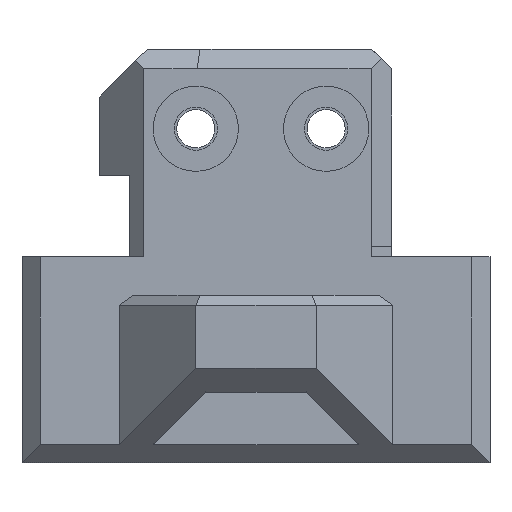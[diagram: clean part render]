
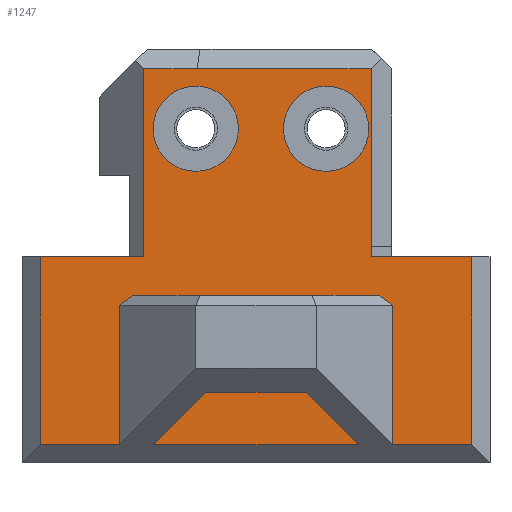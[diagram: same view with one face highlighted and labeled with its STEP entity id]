
A CAD part, front view. The second image highlights one B-rep face of the part: STEP entity #1247.
In plain terms, the highlighted planar face has unit normal (0, -1, 0).
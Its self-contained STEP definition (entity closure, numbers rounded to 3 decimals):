
#36=FACE_BOUND('',#153,.T.);
#37=FACE_BOUND('',#154,.T.);
#54=CIRCLE('',#1330,2.125);
#55=CIRCLE('',#1331,2.125);
#85=FACE_OUTER_BOUND('',#152,.T.);
#152=EDGE_LOOP('',(#852,#853,#854,#855,#856,#857,#858,#859,#860,#861,#862,
#863,#864,#865,#866,#867,#868,#869,#870,#871));
#153=EDGE_LOOP('',(#872));
#154=EDGE_LOOP('',(#873));
#228=LINE('',#1753,#377);
#235=LINE('',#1767,#384);
#239=LINE('',#1774,#388);
#242=LINE('',#1781,#391);
#244=LINE('',#1791,#393);
#245=LINE('',#1793,#394);
#246=LINE('',#1795,#395);
#247=LINE('',#1796,#396);
#248=LINE('',#1798,#397);
#249=LINE('',#1800,#398);
#250=LINE('',#1802,#399);
#251=LINE('',#1804,#400);
#252=LINE('',#1806,#401);
#253=LINE('',#1808,#402);
#254=LINE('',#1810,#403);
#255=LINE('',#1812,#404);
#256=LINE('',#1814,#405);
#257=LINE('',#1816,#406);
#258=LINE('',#1817,#407);
#259=LINE('',#1818,#408);
#377=VECTOR('',#1417,10.);
#384=VECTOR('',#1428,10.);
#388=VECTOR('',#1434,10.);
#391=VECTOR('',#1441,10.);
#393=VECTOR('',#1451,10.);
#394=VECTOR('',#1452,1000.);
#395=VECTOR('',#1453,10.);
#396=VECTOR('',#1454,10.);
#397=VECTOR('',#1455,1000.);
#398=VECTOR('',#1456,1000.);
#399=VECTOR('',#1457,1000.);
#400=VECTOR('',#1458,10.);
#401=VECTOR('',#1459,10.);
#402=VECTOR('',#1460,1000.);
#403=VECTOR('',#1461,1000.);
#404=VECTOR('',#1462,1000.);
#405=VECTOR('',#1463,10.);
#406=VECTOR('',#1464,1000.);
#407=VECTOR('',#1465,1000.);
#408=VECTOR('',#1466,10.);
#526=VERTEX_POINT('',#1750);
#527=VERTEX_POINT('',#1752);
#531=VERTEX_POINT('',#1764);
#532=VERTEX_POINT('',#1766);
#534=VERTEX_POINT('',#1772);
#536=VERTEX_POINT('',#1780);
#539=VERTEX_POINT('',#1789);
#540=VERTEX_POINT('',#1790);
#541=VERTEX_POINT('',#1792);
#542=VERTEX_POINT('',#1794);
#543=VERTEX_POINT('',#1797);
#544=VERTEX_POINT('',#1799);
#545=VERTEX_POINT('',#1801);
#546=VERTEX_POINT('',#1803);
#547=VERTEX_POINT('',#1805);
#548=VERTEX_POINT('',#1807);
#549=VERTEX_POINT('',#1809);
#550=VERTEX_POINT('',#1811);
#551=VERTEX_POINT('',#1813);
#552=VERTEX_POINT('',#1815);
#553=VERTEX_POINT('',#1819);
#554=VERTEX_POINT('',#1821);
#646=EDGE_CURVE('',#526,#527,#228,.F.);
#653=EDGE_CURVE('',#531,#532,#235,.F.);
#657=EDGE_CURVE('',#526,#534,#239,.T.);
#660=EDGE_CURVE('',#536,#532,#242,.T.);
#664=EDGE_CURVE('',#539,#540,#244,.T.);
#665=EDGE_CURVE('',#541,#540,#245,.T.);
#666=EDGE_CURVE('',#541,#542,#246,.T.);
#667=EDGE_CURVE('',#542,#527,#247,.T.);
#668=EDGE_CURVE('',#543,#534,#248,.T.);
#669=EDGE_CURVE('',#543,#544,#249,.T.);
#670=EDGE_CURVE('',#544,#545,#250,.T.);
#671=EDGE_CURVE('',#546,#545,#251,.T.);
#672=EDGE_CURVE('',#546,#547,#252,.T.);
#673=EDGE_CURVE('',#547,#548,#253,.T.);
#674=EDGE_CURVE('',#548,#549,#254,.T.);
#675=EDGE_CURVE('',#549,#550,#255,.T.);
#676=EDGE_CURVE('',#551,#550,#256,.T.);
#677=EDGE_CURVE('',#552,#551,#257,.T.);
#678=EDGE_CURVE('',#536,#552,#258,.T.);
#679=EDGE_CURVE('',#531,#539,#259,.T.);
#680=EDGE_CURVE('',#553,#553,#54,.T.);
#681=EDGE_CURVE('',#554,#554,#55,.T.);
#852=ORIENTED_EDGE('',*,*,#664,.T.);
#853=ORIENTED_EDGE('',*,*,#665,.F.);
#854=ORIENTED_EDGE('',*,*,#666,.T.);
#855=ORIENTED_EDGE('',*,*,#667,.T.);
#856=ORIENTED_EDGE('',*,*,#646,.F.);
#857=ORIENTED_EDGE('',*,*,#657,.T.);
#858=ORIENTED_EDGE('',*,*,#668,.F.);
#859=ORIENTED_EDGE('',*,*,#669,.T.);
#860=ORIENTED_EDGE('',*,*,#670,.T.);
#861=ORIENTED_EDGE('',*,*,#671,.F.);
#862=ORIENTED_EDGE('',*,*,#672,.T.);
#863=ORIENTED_EDGE('',*,*,#673,.T.);
#864=ORIENTED_EDGE('',*,*,#674,.T.);
#865=ORIENTED_EDGE('',*,*,#675,.T.);
#866=ORIENTED_EDGE('',*,*,#676,.F.);
#867=ORIENTED_EDGE('',*,*,#677,.F.);
#868=ORIENTED_EDGE('',*,*,#678,.F.);
#869=ORIENTED_EDGE('',*,*,#660,.T.);
#870=ORIENTED_EDGE('',*,*,#653,.F.);
#871=ORIENTED_EDGE('',*,*,#679,.T.);
#872=ORIENTED_EDGE('',*,*,#680,.F.);
#873=ORIENTED_EDGE('',*,*,#681,.T.);
#1195=PLANE('',#1329);
#1247=ADVANCED_FACE('',(#85,#36,#37),#1195,.T.);
#1329=AXIS2_PLACEMENT_3D('',#1788,#1449,#1450);
#1330=AXIS2_PLACEMENT_3D('',#1820,#1467,#1468);
#1331=AXIS2_PLACEMENT_3D('',#1822,#1469,#1470);
#1417=DIRECTION('',(0.816,0.,-0.577));
#1428=DIRECTION('',(0.816,0.,0.577));
#1434=DIRECTION('',(0.,0.,-1.));
#1441=DIRECTION('',(0.,0.,1.));
#1449=DIRECTION('center_axis',(0.,-1.,0.));
#1450=DIRECTION('ref_axis',(0.,0.,-1.));
#1451=DIRECTION('',(0.,0.,-1.));
#1452=DIRECTION('',(-1.,0.,0.));
#1453=DIRECTION('',(0.,0.,1.));
#1454=DIRECTION('',(1.,0.,0.));
#1455=DIRECTION('',(-1.,0.,0.));
#1456=DIRECTION('',(0.,0.,1.));
#1457=DIRECTION('',(-1.,0.,0.));
#1458=DIRECTION('',(0.,0.,-1.));
#1459=DIRECTION('',(0.,0.,1.));
#1460=DIRECTION('',(-1.,0.,0.));
#1461=DIRECTION('',(-1.,0.,0.));
#1462=DIRECTION('',(0.,0.,-1.));
#1463=DIRECTION('',(1.,0.,0.));
#1464=DIRECTION('',(0.,0.,1.));
#1465=DIRECTION('',(-1.,0.,0.));
#1466=DIRECTION('',(1.,0.,0.));
#1467=DIRECTION('center_axis',(0.,-1.,0.));
#1468=DIRECTION('ref_axis',(0.,0.,-1.));
#1469=DIRECTION('center_axis',(0.,1.,0.));
#1470=DIRECTION('ref_axis',(0.,0.,-1.));
#1750=CARTESIAN_POINT('',(5.11,-6.356,-2.196));
#1752=CARTESIAN_POINT('',(4.403,-6.356,-1.696));
#1753=CARTESIAN_POINT('',(4.351,-6.356,-1.659));
#1764=CARTESIAN_POINT('',(-7.777,-6.356,-1.696));
#1766=CARTESIAN_POINT('',(-8.484,-6.356,-2.196));
#1767=CARTESIAN_POINT('',(-6.506,-6.356,-0.797));
#1772=CARTESIAN_POINT('',(5.11,-6.356,-9.151));
#1774=CARTESIAN_POINT('',(5.11,-6.356,-10.046));
#1780=CARTESIAN_POINT('',(-8.484,-6.356,-9.151));
#1781=CARTESIAN_POINT('',(-8.484,-6.356,-10.046));
#1788=CARTESIAN_POINT('Origin',(1.091,-6.356,-10.921));
#1789=CARTESIAN_POINT('',(-6.787,-6.356,-1.696));
#1790=CARTESIAN_POINT('',(-6.787,-6.356,-9.151));
#1791=CARTESIAN_POINT('',(-6.787,-6.356,-10.046));
#1792=CARTESIAN_POINT('',(3.413,-6.356,-9.151));
#1793=CARTESIAN_POINT('',(-13.357,-6.356,-9.151));
#1794=CARTESIAN_POINT('',(3.413,-6.356,-1.696));
#1795=CARTESIAN_POINT('',(3.413,-6.356,-10.046));
#1796=CARTESIAN_POINT('',(-0.298,-6.356,-1.696));
#1797=CARTESIAN_POINT('',(9.063,-6.356,-9.151));
#1798=CARTESIAN_POINT('',(-13.357,-6.356,-9.151));
#1799=CARTESIAN_POINT('',(9.063,-6.356,0.212));
#1800=CARTESIAN_POINT('',(9.063,-6.356,0.712));
#1801=CARTESIAN_POINT('',(4.055,-6.356,0.212));
#1802=CARTESIAN_POINT('',(1.091,-6.356,0.212));
#1803=CARTESIAN_POINT('',(4.055,-6.356,0.712));
#1804=CARTESIAN_POINT('',(4.055,-6.356,0.712));
#1805=CARTESIAN_POINT('',(4.055,-6.356,9.599));
#1806=CARTESIAN_POINT('',(4.055,-6.356,-10.421));
#1807=CARTESIAN_POINT('',(-4.62,-6.356,9.599));
#1808=CARTESIAN_POINT('',(1.091,-6.356,9.599));
#1809=CARTESIAN_POINT('',(-7.283,-6.356,9.599));
#1810=CARTESIAN_POINT('',(1.092,-6.356,9.599));
#1811=CARTESIAN_POINT('',(-7.283,-6.356,0.212));
#1812=CARTESIAN_POINT('',(-7.283,-6.356,-9.568));
#1813=CARTESIAN_POINT('',(-12.437,-6.356,0.212));
#1814=CARTESIAN_POINT('',(-8.007,-6.356,0.212));
#1815=CARTESIAN_POINT('',(-12.437,-6.356,-9.151));
#1816=CARTESIAN_POINT('',(-12.437,-6.356,0.712));
#1817=CARTESIAN_POINT('',(-13.357,-6.356,-9.151));
#1818=CARTESIAN_POINT('',(-0.298,-6.356,-1.696));
#1819=CARTESIAN_POINT('',(1.81,-6.356,4.474));
#1820=CARTESIAN_POINT('Origin',(1.81,-6.356,6.599));
#1821=CARTESIAN_POINT('',(-4.69,-6.356,4.474));
#1822=CARTESIAN_POINT('Origin',(-4.69,-6.356,6.599));
